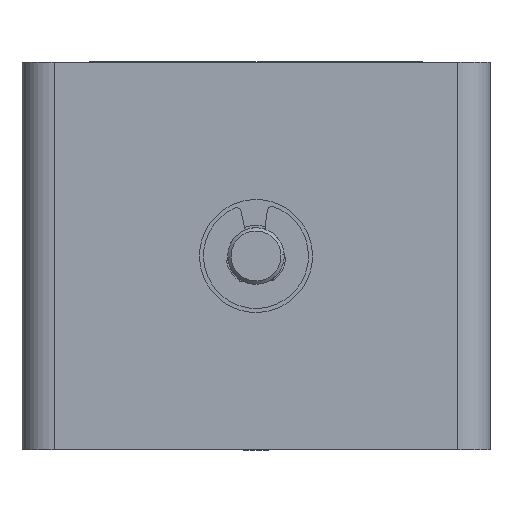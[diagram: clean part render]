
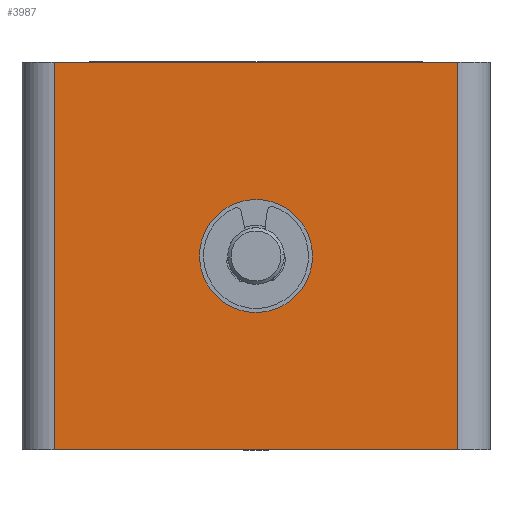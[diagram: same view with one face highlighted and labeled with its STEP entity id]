
A CAD part, front view. The second image highlights one B-rep face of the part: STEP entity #3987.
In plain terms, the highlighted planar face has unit normal (0, -1, 0).
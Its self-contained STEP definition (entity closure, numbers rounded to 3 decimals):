
#84 = DIRECTION ( 'NONE',  ( 0., 0., 1. ) ) ;
#128 = LINE ( 'NONE', #7922, #5955 ) ;
#255 = ORIENTED_EDGE ( 'NONE', *, *, #6558, .T. ) ;
#258 = CARTESIAN_POINT ( 'NONE',  ( 0., -26.9, -12. ) ) ;
#526 = DIRECTION ( 'NONE',  ( -1., 0., 0. ) ) ;
#782 = CARTESIAN_POINT ( 'NONE',  ( -12.5, -26.9, -12. ) ) ;
#1022 = DIRECTION ( 'NONE',  ( -1., 0., 0. ) ) ;
#1350 = ORIENTED_EDGE ( 'NONE', *, *, #1824, .T. ) ;
#1690 = CARTESIAN_POINT ( 'NONE',  ( -12.5, -26.9, 0. ) ) ;
#1824 = EDGE_CURVE ( 'NONE', #7710, #5520, #2589, .T. ) ;
#2198 = VERTEX_POINT ( 'NONE', #3326 ) ;
#2322 = ORIENTED_EDGE ( 'NONE', *, *, #3182, .F. ) ;
#2343 = VECTOR ( 'NONE', #6121, 1000. ) ;
#2589 = LINE ( 'NONE', #782, #2343 ) ;
#3121 = PLANE ( 'NONE',  #9127 ) ;
#3182 = EDGE_CURVE ( 'NONE', #3405, #6441, #3430, .T. ) ;
#3246 = CARTESIAN_POINT ( 'NONE',  ( 3., -26.9, -12. ) ) ;
#3326 = CARTESIAN_POINT ( 'NONE',  ( 12.5, -26.9, 0. ) ) ;
#3405 = VERTEX_POINT ( 'NONE', #8729 ) ;
#3430 = CIRCLE ( 'NONE', #7838, 3. ) ;
#3575 = AXIS2_PLACEMENT_3D ( 'NONE', #9679, #5095, #526 ) ;
#3622 = VECTOR ( 'NONE', #4831, 1000. ) ;
#3748 = DIRECTION ( 'NONE',  ( 1., 0., 0. ) ) ;
#3987 = ADVANCED_FACE ( 'NONE', ( #7715, #5675 ), #3121, .F. ) ;
#3989 = EDGE_LOOP ( 'NONE', ( #1350, #5307, #255, #6620 ) ) ;
#4297 = ORIENTED_EDGE ( 'NONE', *, *, #5846, .F. ) ;
#4424 = VERTEX_POINT ( 'NONE', #7874 ) ;
#4653 = DIRECTION ( 'NONE',  ( 0., 1., 0. ) ) ;
#4711 = EDGE_CURVE ( 'NONE', #5520, #4424, #8415, .T. ) ;
#4831 = DIRECTION ( 'NONE',  ( 0., 0., 1. ) ) ;
#4865 = CARTESIAN_POINT ( 'NONE',  ( 12.5, -26.9, -12. ) ) ;
#5095 = DIRECTION ( 'NONE',  ( 0., -1., 0. ) ) ;
#5307 = ORIENTED_EDGE ( 'NONE', *, *, #4711, .T. ) ;
#5520 = VERTEX_POINT ( 'NONE', #7924 ) ;
#5590 = DIRECTION ( 'NONE',  ( 0., -1., 0. ) ) ;
#5675 = FACE_OUTER_BOUND ( 'NONE', #3989, .T. ) ;
#5846 = EDGE_CURVE ( 'NONE', #6441, #3405, #9242, .T. ) ;
#5955 = VECTOR ( 'NONE', #8690, 1000. ) ;
#6121 = DIRECTION ( 'NONE',  ( 0., 0., -1. ) ) ;
#6441 = VERTEX_POINT ( 'NONE', #3246 ) ;
#6558 = EDGE_CURVE ( 'NONE', #4424, #2198, #7682, .T. ) ;
#6619 = VECTOR ( 'NONE', #3748, 1000. ) ;
#6620 = ORIENTED_EDGE ( 'NONE', *, *, #8931, .T. ) ;
#7682 = LINE ( 'NONE', #4865, #3622 ) ;
#7710 = VERTEX_POINT ( 'NONE', #1690 ) ;
#7715 = FACE_BOUND ( 'NONE', #8715, .T. ) ;
#7838 = AXIS2_PLACEMENT_3D ( 'NONE', #258, #5590, #1022 ) ;
#7874 = CARTESIAN_POINT ( 'NONE',  ( 12.5, -26.9, -24. ) ) ;
#7922 = CARTESIAN_POINT ( 'NONE',  ( 0., -26.9, 0. ) ) ;
#7924 = CARTESIAN_POINT ( 'NONE',  ( -12.5, -26.9, -24. ) ) ;
#8415 = LINE ( 'NONE', #9083, #6619 ) ;
#8690 = DIRECTION ( 'NONE',  ( -1., 0., 0. ) ) ;
#8715 = EDGE_LOOP ( 'NONE', ( #2322, #4297 ) ) ;
#8729 = CARTESIAN_POINT ( 'NONE',  ( -3., -26.9, -12. ) ) ;
#8931 = EDGE_CURVE ( 'NONE', #2198, #7710, #128, .T. ) ;
#9083 = CARTESIAN_POINT ( 'NONE',  ( 0., -26.9, -24. ) ) ;
#9127 = AXIS2_PLACEMENT_3D ( 'NONE', #9220, #4653, #84 ) ;
#9220 = CARTESIAN_POINT ( 'NONE',  ( -12.5, -26.9, -24. ) ) ;
#9242 = CIRCLE ( 'NONE', #3575, 3. ) ;
#9679 = CARTESIAN_POINT ( 'NONE',  ( 0., -26.9, -12. ) ) ;
